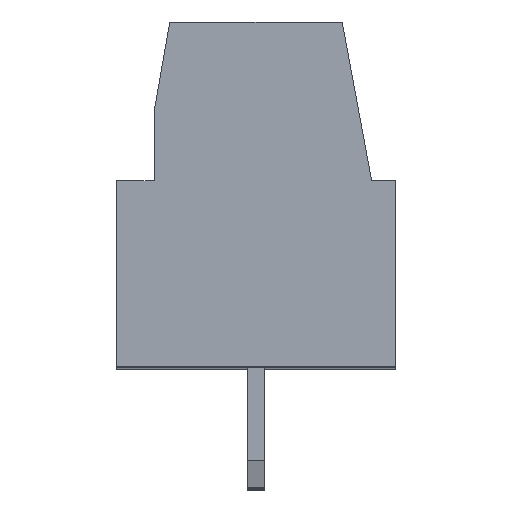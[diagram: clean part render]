
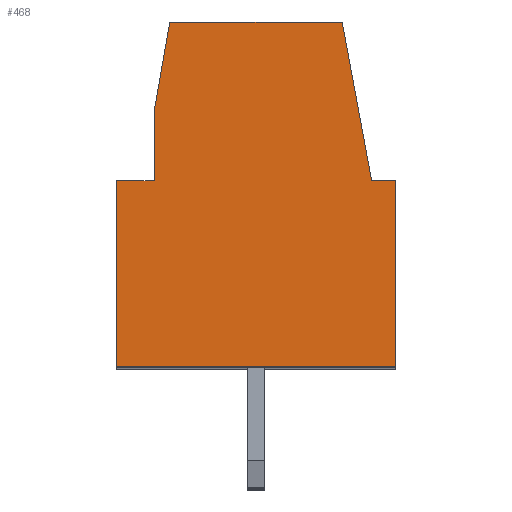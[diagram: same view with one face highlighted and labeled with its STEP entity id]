
A CAD part, top view. The second image highlights one B-rep face of the part: STEP entity #468.
In plain terms, the highlighted planar face has unit normal (0, 0, 1).
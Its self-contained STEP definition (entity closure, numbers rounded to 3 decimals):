
#468 = ADVANCED_FACE( '', ( #1201 ), #1202, .F. );
#1201 = FACE_OUTER_BOUND( '', #2244, .T. );
#1202 = PLANE( '', #2245 );
#2244 = EDGE_LOOP( '', ( #3439, #3440, #3441, #3442, #3443, #3444, #3445, #3446, #3447 ) );
#2245 = AXIS2_PLACEMENT_3D( '', #3448, #3449, #3450 );
#3439 = ORIENTED_EDGE( '', *, *, #6424, .T. );
#3440 = ORIENTED_EDGE( '', *, *, #6425, .F. );
#3441 = ORIENTED_EDGE( '', *, *, #6426, .F. );
#3442 = ORIENTED_EDGE( '', *, *, #6427, .F. );
#3443 = ORIENTED_EDGE( '', *, *, #6428, .F. );
#3444 = ORIENTED_EDGE( '', *, *, #6429, .F. );
#3445 = ORIENTED_EDGE( '', *, *, #6379, .F. );
#3446 = ORIENTED_EDGE( '', *, *, #6430, .T. );
#3447 = ORIENTED_EDGE( '', *, *, #6431, .F. );
#3448 = CARTESIAN_POINT( '', ( 0.81, -4.4, 0. ) );
#3449 = DIRECTION( '', ( 0., 0., -1. ) );
#3450 = DIRECTION( '', ( 0., -1., 0. ) );
#6379 = EDGE_CURVE( '', #7670, #7673, #7674, .T. );
#6424 = EDGE_CURVE( '', #7756, #7757, #7758, .T. );
#6425 = EDGE_CURVE( '', #7759, #7757, #7760, .T. );
#6426 = EDGE_CURVE( '', #7761, #7759, #7762, .T. );
#6427 = EDGE_CURVE( '', #7763, #7761, #7764, .T. );
#6428 = EDGE_CURVE( '', #7765, #7763, #7766, .T. );
#6429 = EDGE_CURVE( '', #7673, #7765, #7767, .T. );
#6430 = EDGE_CURVE( '', #7670, #7768, #7769, .T. );
#6431 = EDGE_CURVE( '', #7756, #7768, #7770, .T. );
#7670 = VERTEX_POINT( '', #9523 );
#7673 = VERTEX_POINT( '', #9527 );
#7674 = LINE( '', #9528, #9529 );
#7756 = VERTEX_POINT( '', #9652 );
#7757 = VERTEX_POINT( '', #9653 );
#7758 = LINE( '', #9654, #9655 );
#7759 = VERTEX_POINT( '', #9656 );
#7760 = LINE( '', #9657, #9658 );
#7761 = VERTEX_POINT( '', #9659 );
#7762 = LINE( '', #9660, #9661 );
#7763 = VERTEX_POINT( '', #9662 );
#7764 = LINE( '', #9663, #9664 );
#7765 = VERTEX_POINT( '', #9665 );
#7766 = LINE( '', #9666, #9667 );
#7767 = LINE( '', #9668, #9669 );
#7768 = VERTEX_POINT( '', #9670 );
#7769 = LINE( '', #9671, #9672 );
#7770 = LINE( '', #9673, #9674 );
#9523 = CARTESIAN_POINT( '', ( -0.697, 5.4, 0. ) );
#9527 = CARTESIAN_POINT( '', ( 0., 5.4, 0. ) );
#9528 = CARTESIAN_POINT( '', ( -0.697, 5.4, 0. ) );
#9529 = VECTOR( '', #11919, 1000. );
#9652 = CARTESIAN_POINT( '', ( -6.55, 10., 0. ) );
#9653 = CARTESIAN_POINT( '', ( -7., 7.448, 0. ) );
#9654 = CARTESIAN_POINT( '', ( -6.55, 10., 0. ) );
#9655 = VECTOR( '', #11961, 1000. );
#9656 = CARTESIAN_POINT( '', ( -7., 5.4, 0. ) );
#9657 = CARTESIAN_POINT( '', ( -7., 5.4, 0. ) );
#9658 = VECTOR( '', #11962, 1000. );
#9659 = CARTESIAN_POINT( '', ( -8.1, 5.4, 0. ) );
#9660 = CARTESIAN_POINT( '', ( -8.1, 5.4, 0. ) );
#9661 = VECTOR( '', #11963, 1000. );
#9662 = CARTESIAN_POINT( '', ( -8.1, 0., 0. ) );
#9663 = CARTESIAN_POINT( '', ( -8.1, 0., 0. ) );
#9664 = VECTOR( '', #11964, 1000. );
#9665 = CARTESIAN_POINT( '', ( 0., 0., 0. ) );
#9666 = CARTESIAN_POINT( '', ( 0., 0., 0. ) );
#9667 = VECTOR( '', #11965, 1000. );
#9668 = CARTESIAN_POINT( '', ( 0., 5.4, 0. ) );
#9669 = VECTOR( '', #11966, 1000. );
#9670 = CARTESIAN_POINT( '', ( -1.55, 10., 0. ) );
#9671 = CARTESIAN_POINT( '', ( -0.697, 5.4, 0. ) );
#9672 = VECTOR( '', #11967, 1000. );
#9673 = CARTESIAN_POINT( '', ( -6.55, 10., 0. ) );
#9674 = VECTOR( '', #11968, 1000. );
#11919 = DIRECTION( '', ( 1., 0., 0. ) );
#11961 = DIRECTION( '', ( -0.174, -0.985, 0. ) );
#11962 = DIRECTION( '', ( 0., 1., 0. ) );
#11963 = DIRECTION( '', ( 1., 0., 0. ) );
#11964 = DIRECTION( '', ( 0., 1., 0. ) );
#11965 = DIRECTION( '', ( -1., 0., 0. ) );
#11966 = DIRECTION( '', ( 0., -1., 0. ) );
#11967 = DIRECTION( '', ( -0.182, 0.983, 0. ) );
#11968 = DIRECTION( '', ( 1., 0., 0. ) );
